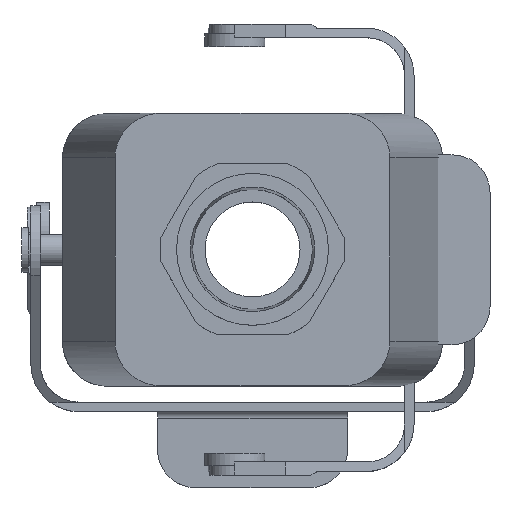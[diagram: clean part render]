
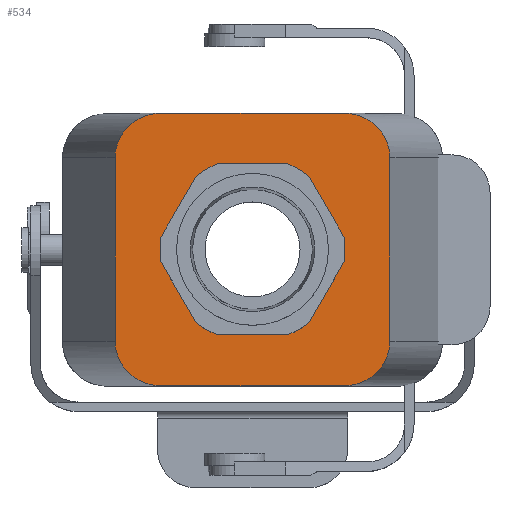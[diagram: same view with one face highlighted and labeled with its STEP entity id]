
A CAD part, top view. The second image highlights one B-rep face of the part: STEP entity #534.
In plain terms, the highlighted planar face has unit normal (0, 0, 1).
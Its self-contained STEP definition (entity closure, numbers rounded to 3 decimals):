
#534 = ADVANCED_FACE( '', ( #1171, #1172 ), #1173, .T. );
#1171 = FACE_BOUND( '', #1911, .T. );
#1172 = FACE_OUTER_BOUND( '', #1912, .T. );
#1173 = PLANE( '', #1913 );
#1911 = EDGE_LOOP( '', ( #3462, #3463, #3464, #3465, #3466, #3467, #3468, #3469, #3470, #3471, #3472, #3473 ) );
#1912 = EDGE_LOOP( '', ( #3474, #3475, #3476, #3477, #3478, #3479, #3480, #3481 ) );
#1913 = AXIS2_PLACEMENT_3D( '', #3482, #3483, #3484 );
#3462 = ORIENTED_EDGE( '', *, *, #4868, .F. );
#3463 = ORIENTED_EDGE( '', *, *, #4869, .T. );
#3464 = ORIENTED_EDGE( '', *, *, #4844, .F. );
#3465 = ORIENTED_EDGE( '', *, *, #4870, .T. );
#3466 = ORIENTED_EDGE( '', *, *, #4871, .F. );
#3467 = ORIENTED_EDGE( '', *, *, #4367, .T. );
#3468 = ORIENTED_EDGE( '', *, *, #4872, .F. );
#3469 = ORIENTED_EDGE( '', *, *, #4857, .T. );
#3470 = ORIENTED_EDGE( '', *, *, #4873, .F. );
#3471 = ORIENTED_EDGE( '', *, *, #4547, .T. );
#3472 = ORIENTED_EDGE( '', *, *, #4698, .F. );
#3473 = ORIENTED_EDGE( '', *, *, #4683, .T. );
#3474 = ORIENTED_EDGE( '', *, *, #4874, .T. );
#3475 = ORIENTED_EDGE( '', *, *, #4875, .T. );
#3476 = ORIENTED_EDGE( '', *, *, #4876, .F. );
#3477 = ORIENTED_EDGE( '', *, *, #4327, .F. );
#3478 = ORIENTED_EDGE( '', *, *, #4832, .T. );
#3479 = ORIENTED_EDGE( '', *, *, #4877, .F. );
#3480 = ORIENTED_EDGE( '', *, *, #4878, .F. );
#3481 = ORIENTED_EDGE( '', *, *, #4879, .T. );
#3482 = CARTESIAN_POINT( '', ( -21.7, 0., 52. ) );
#3483 = DIRECTION( '', ( 0., 0., 1. ) );
#3484 = DIRECTION( '', ( 1., 0., 0. ) );
#4327 = EDGE_CURVE( '', #5130, #5126, #5132, .T. );
#4367 = EDGE_CURVE( '', #5203, #5204, #5205, .T. );
#4547 = EDGE_CURVE( '', #5511, #5512, #5513, .T. );
#4683 = EDGE_CURVE( '', #5721, #5719, #5722, .T. );
#4698 = EDGE_CURVE( '', #5721, #5512, #5742, .T. );
#4832 = EDGE_CURVE( '', #5130, #5924, #5926, .T. );
#4844 = EDGE_CURVE( '', #5940, #5942, #5943, .T. );
#4857 = EDGE_CURVE( '', #5956, #5957, #5958, .T. );
#4868 = EDGE_CURVE( '', #5972, #5719, #5973, .T. );
#4869 = EDGE_CURVE( '', #5972, #5942, #5974, .T. );
#4870 = EDGE_CURVE( '', #5940, #5975, #5976, .T. );
#4871 = EDGE_CURVE( '', #5203, #5975, #5977, .T. );
#4872 = EDGE_CURVE( '', #5956, #5204, #5978, .T. );
#4873 = EDGE_CURVE( '', #5511, #5957, #5979, .T. );
#4874 = EDGE_CURVE( '', #5980, #5981, #5982, .T. );
#4875 = EDGE_CURVE( '', #5981, #5983, #5984, .T. );
#4876 = EDGE_CURVE( '', #5126, #5983, #5985, .T. );
#4877 = EDGE_CURVE( '', #5986, #5924, #5987, .T. );
#4878 = EDGE_CURVE( '', #5988, #5986, #5989, .T. );
#4879 = EDGE_CURVE( '', #5988, #5980, #5990, .T. );
#5126 = VERTEX_POINT( '', #6288 );
#5130 = VERTEX_POINT( '', #6294 );
#5132 = LINE( '', #6297, #6298 );
#5203 = VERTEX_POINT( '', #6398 );
#5204 = VERTEX_POINT( '', #6399 );
#5205 = CIRCLE( '', #6400, 14.6 );
#5511 = VERTEX_POINT( '', #6859 );
#5512 = VERTEX_POINT( '', #6860 );
#5513 = CIRCLE( '', #6861, 14.6 );
#5719 = VERTEX_POINT( '', #7237 );
#5721 = VERTEX_POINT( '', #7240 );
#5722 = CIRCLE( '', #7241, 14.6 );
#5742 = LINE( '', #7288, #7289 );
#5924 = VERTEX_POINT( '', #7539 );
#5926 = ELLIPSE( '', #7542, 7.232, 7. );
#5940 = VERTEX_POINT( '', #7563 );
#5942 = VERTEX_POINT( '', #7566 );
#5943 = LINE( '', #7567, #7568 );
#5956 = VERTEX_POINT( '', #7608 );
#5957 = VERTEX_POINT( '', #7609 );
#5958 = CIRCLE( '', #7610, 14.6 );
#5972 = VERTEX_POINT( '', #7627 );
#5973 = LINE( '', #7628, #7629 );
#5974 = CIRCLE( '', #7630, 14.6 );
#5975 = VERTEX_POINT( '', #7631 );
#5976 = CIRCLE( '', #7632, 14.6 );
#5977 = LINE( '', #7633, #7634 );
#5978 = LINE( '', #7635, #7636 );
#5979 = LINE( '', #7637, #7638 );
#5980 = VERTEX_POINT( '', #7639 );
#5981 = VERTEX_POINT( '', #7640 );
#5982 = ELLIPSE( '', #7641, 7.232, 7. );
#5983 = VERTEX_POINT( '', #7642 );
#5984 = LINE( '', #7643, #7644 );
#5985 = ELLIPSE( '', #7645, 7.232, 7. );
#5986 = VERTEX_POINT( '', #7646 );
#5987 = LINE( '', #7647, #7648 );
#5988 = VERTEX_POINT( '', #7649 );
#5989 = ELLIPSE( '', #7650, 7.232, 7. );
#5990 = LINE( '', #7651, #7652 );
#6288 = CARTESIAN_POINT( '', ( 21.7, -14.5, 52. ) );
#6294 = CARTESIAN_POINT( '', ( 21.7, 14.5, 52. ) );
#6297 = CARTESIAN_POINT( '', ( 21.7, 0., 52. ) );
#6298 = VECTOR( '', #7968, 1000. );
#6398 = CARTESIAN_POINT( '', ( -5.56, -13.5, 52. ) );
#6399 = CARTESIAN_POINT( '', ( -8.912, -11.565, 52. ) );
#6400 = AXIS2_PLACEMENT_3D( '', #8007, #8008, #8009 );
#6859 = CARTESIAN_POINT( '', ( -8.912, 11.565, 52. ) );
#6860 = CARTESIAN_POINT( '', ( -5.56, 13.5, 52. ) );
#6861 = AXIS2_PLACEMENT_3D( '', #8225, #8226, #8227 );
#7237 = CARTESIAN_POINT( '', ( 8.912, 11.565, 52. ) );
#7240 = CARTESIAN_POINT( '', ( 5.56, 13.5, 52. ) );
#7241 = AXIS2_PLACEMENT_3D( '', #8360, #8361, #8362 );
#7288 = CARTESIAN_POINT( '', ( 7.794, 13.5, 52. ) );
#7289 = VECTOR( '', #8376, 1000. );
#7539 = CARTESIAN_POINT( '', ( 14.468, 21.5, 52. ) );
#7542 = AXIS2_PLACEMENT_3D( '', #8513, #8514, #8515 );
#7563 = CARTESIAN_POINT( '', ( 8.912, -11.565, 52. ) );
#7566 = CARTESIAN_POINT( '', ( 14.471, -1.935, 52. ) );
#7567 = CARTESIAN_POINT( '', ( 7.794, -13.5, 52. ) );
#7568 = VECTOR( '', #8524, 1000. );
#7608 = CARTESIAN_POINT( '', ( -14.471, -1.935, 52. ) );
#7609 = CARTESIAN_POINT( '', ( -14.471, 1.935, 52. ) );
#7610 = AXIS2_PLACEMENT_3D( '', #8528, #8529, #8530 );
#7627 = CARTESIAN_POINT( '', ( 14.471, 1.935, 52. ) );
#7628 = CARTESIAN_POINT( '', ( 15.588, 0., 52. ) );
#7629 = VECTOR( '', #8543, 1000. );
#7630 = AXIS2_PLACEMENT_3D( '', #8544, #8545, #8546 );
#7631 = CARTESIAN_POINT( '', ( 5.56, -13.5, 52. ) );
#7632 = AXIS2_PLACEMENT_3D( '', #8547, #8548, #8549 );
#7633 = CARTESIAN_POINT( '', ( -7.794, -13.5, 52. ) );
#7634 = VECTOR( '', #8550, 1000. );
#7635 = CARTESIAN_POINT( '', ( -15.588, 0., 52. ) );
#7636 = VECTOR( '', #8551, 1000. );
#7637 = CARTESIAN_POINT( '', ( -7.794, 13.5, 52. ) );
#7638 = VECTOR( '', #8552, 1000. );
#7639 = CARTESIAN_POINT( '', ( -21.7, -14.5, 52. ) );
#7640 = CARTESIAN_POINT( '', ( -14.468, -21.5, 52. ) );
#7641 = AXIS2_PLACEMENT_3D( '', #8553, #8554, #8555 );
#7642 = CARTESIAN_POINT( '', ( 14.468, -21.5, 52. ) );
#7643 = CARTESIAN_POINT( '', ( -21.7, -21.5, 52. ) );
#7644 = VECTOR( '', #8556, 1000. );
#7645 = AXIS2_PLACEMENT_3D( '', #8557, #8558, #8559 );
#7646 = CARTESIAN_POINT( '', ( -14.468, 21.5, 52. ) );
#7647 = CARTESIAN_POINT( '', ( -21.7, 21.5, 52. ) );
#7648 = VECTOR( '', #8560, 1000. );
#7649 = CARTESIAN_POINT( '', ( -21.7, 14.5, 52. ) );
#7650 = AXIS2_PLACEMENT_3D( '', #8561, #8562, #8563 );
#7651 = CARTESIAN_POINT( '', ( -21.7, 0., 52. ) );
#7652 = VECTOR( '', #8564, 1000. );
#7968 = DIRECTION( '', ( 0., -1., 0. ) );
#8007 = CARTESIAN_POINT( '', ( 0., 0., 52. ) );
#8008 = DIRECTION( '', ( 0., 0., -1. ) );
#8009 = DIRECTION( '', ( 0.5, -0.866, 0. ) );
#8225 = CARTESIAN_POINT( '', ( 0., 0., 52. ) );
#8226 = DIRECTION( '', ( 0., 0., -1. ) );
#8227 = DIRECTION( '', ( 0.5, -0.866, 0. ) );
#8360 = CARTESIAN_POINT( '', ( 0., 0., 52. ) );
#8361 = DIRECTION( '', ( 0., 0., -1. ) );
#8362 = DIRECTION( '', ( 0.5, -0.866, 0. ) );
#8376 = DIRECTION( '', ( -1., 0., 0. ) );
#8513 = CARTESIAN_POINT( '', ( 14.468, 14.5, 52. ) );
#8514 = DIRECTION( '', ( 0., 0., 1. ) );
#8515 = DIRECTION( '', ( 1., 0., 0. ) );
#8524 = DIRECTION( '', ( 0.5, 0.866, 0. ) );
#8528 = CARTESIAN_POINT( '', ( 0., 0., 52. ) );
#8529 = DIRECTION( '', ( 0., 0., -1. ) );
#8530 = DIRECTION( '', ( 0.5, -0.866, 0. ) );
#8543 = DIRECTION( '', ( -0.5, 0.866, 0. ) );
#8544 = CARTESIAN_POINT( '', ( 0., 0., 52. ) );
#8545 = DIRECTION( '', ( 0., 0., -1. ) );
#8546 = DIRECTION( '', ( 0.5, -0.866, 0. ) );
#8547 = CARTESIAN_POINT( '', ( 0., 0., 52. ) );
#8548 = DIRECTION( '', ( 0., 0., -1. ) );
#8549 = DIRECTION( '', ( 0.5, -0.866, 0. ) );
#8550 = DIRECTION( '', ( 1., 0., 0. ) );
#8551 = DIRECTION( '', ( 0.5, -0.866, 0. ) );
#8552 = DIRECTION( '', ( -0.5, -0.866, 0. ) );
#8553 = CARTESIAN_POINT( '', ( -14.468, -14.5, 52. ) );
#8554 = DIRECTION( '', ( 0., 0., 1. ) );
#8555 = DIRECTION( '', ( -1., 0., 0. ) );
#8556 = DIRECTION( '', ( 1., 0., 0. ) );
#8557 = CARTESIAN_POINT( '', ( 14.468, -14.5, 52. ) );
#8558 = DIRECTION( '', ( 0., 0., -1. ) );
#8559 = DIRECTION( '', ( 1., 0., 0. ) );
#8560 = DIRECTION( '', ( 1., 0., 0. ) );
#8561 = CARTESIAN_POINT( '', ( -14.468, 14.5, 52. ) );
#8562 = DIRECTION( '', ( 0., 0., -1. ) );
#8563 = DIRECTION( '', ( -1., 0., 0. ) );
#8564 = DIRECTION( '', ( 0., -1., 0. ) );
